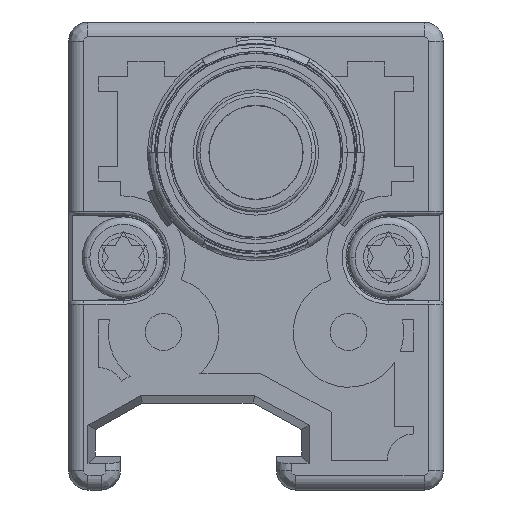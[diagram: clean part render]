
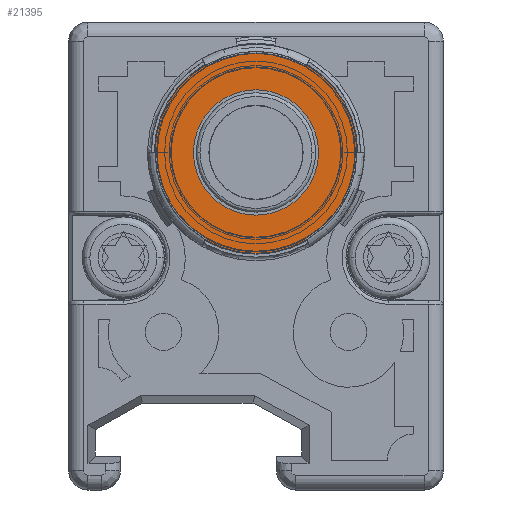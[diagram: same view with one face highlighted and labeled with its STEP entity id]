
A CAD part, front view. The second image highlights one B-rep face of the part: STEP entity #21395.
In plain terms, the highlighted planar face has unit normal (0, -1, 0).
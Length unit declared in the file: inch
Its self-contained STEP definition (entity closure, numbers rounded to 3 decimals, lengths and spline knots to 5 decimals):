
#5820=DIRECTION('',(-1.,0.,0.001));
#5821=VECTOR('',#5820,0.00492);
#5822=CARTESIAN_POINT('',(-0.26476,-0.98425,
0.90172));
#5823=LINE('',#5822,#5821);
#5824=CARTESIAN_POINT('',(0.,-0.98425,0.90157));
#5825=DIRECTION('',(0.,-1.,0.));
#5826=DIRECTION('',(-0.5,0.,0.866));
#5827=AXIS2_PLACEMENT_3D('',#5824,#5825,#5826);
#5829=DIRECTION('',(-0.501,0.,0.866));
#5830=VECTOR('',#5829,0.00492);
#5831=CARTESIAN_POINT('',(-0.13238,-0.98425,
1.13087));
#5832=LINE('',#5831,#5830);
#5833=DIRECTION('',(0.499,0.,0.866));
#5834=VECTOR('',#5833,0.00492);
#5835=CARTESIAN_POINT('',(0.13238,-0.98425,
1.13087));
#5836=LINE('',#5835,#5834);
#5837=CARTESIAN_POINT('',(0.,-0.98425,0.90157));
#5838=DIRECTION('',(0.,-1.,0.));
#5839=DIRECTION('',(1.,0.,0.));
#5840=AXIS2_PLACEMENT_3D('',#5837,#5838,#5839);
#5842=DIRECTION('',(1.,0.,0.));
#5843=VECTOR('',#5842,0.00492);
#5844=CARTESIAN_POINT('',(0.26476,-0.98425,
0.90157));
#5845=LINE('',#5844,#5843);
#5846=DIRECTION('',(0.501,0.,-0.866));
#5847=VECTOR('',#5846,0.00492);
#5848=CARTESIAN_POINT('',(0.13238,-0.98425,
0.67228));
#5849=LINE('',#5848,#5847);
#5850=CARTESIAN_POINT('',(0.,-0.98425,0.90157));
#5851=DIRECTION('',(0.,-1.,0.));
#5852=DIRECTION('',(-0.5,0.,-0.866));
#5853=AXIS2_PLACEMENT_3D('',#5850,#5851,#5852);
#5855=DIRECTION('',(-0.501,0.,-0.866));
#5856=VECTOR('',#5855,0.00492);
#5857=CARTESIAN_POINT('',(-0.13238,-0.98425,
0.67228));
#5858=LINE('',#5857,#5856);
#5859=CARTESIAN_POINT('',(0.,-0.98425,0.90157));
#5860=DIRECTION('',(0.,-1.,0.));
#5861=DIRECTION('',(-0.866,0.,0.5));
#5862=AXIS2_PLACEMENT_3D('',#5859,#5860,#5861);
#5864=CARTESIAN_POINT('',(0.,-0.98425,0.90157));
#5865=DIRECTION('',(0.,-1.,0.));
#5866=DIRECTION('',(0.866,0.,-0.5));
#5867=AXIS2_PLACEMENT_3D('',#5864,#5865,#5866);
#5869=CARTESIAN_POINT('',(0.,-0.98425,0.90157));
#5870=DIRECTION('',(0.,-1.,0.));
#5871=DIRECTION('',(-1.,0.,0.001));
#5872=AXIS2_PLACEMENT_3D('',#5869,#5870,#5871);
#6613=CARTESIAN_POINT('',(0.,-0.98425,0.90157));
#6614=DIRECTION('',(0.,-1.,0.));
#6615=DIRECTION('',(0.5,0.,-0.866));
#6616=AXIS2_PLACEMENT_3D('',#6613,#6614,#6615);
#8288=CARTESIAN_POINT('',(0.,-0.98425,0.90157));
#8289=DIRECTION('',(0.,-1.,0.));
#8290=DIRECTION('',(0.5,0.,0.866));
#8291=AXIS2_PLACEMENT_3D('',#8288,#8289,#8290);
#12956=CARTESIAN_POINT('',(0.13484,-0.98425,
1.13513));
#12958=VERTEX_POINT('',#12956);
#12960=CARTESIAN_POINT('',(0.13238,-0.98425,
0.67228));
#12961=CARTESIAN_POINT('',(0.13484,-0.98425,
0.66802));
#12962=VERTEX_POINT('',#12960);
#12963=VERTEX_POINT('',#12961);
#12968=CARTESIAN_POINT('',(0.26476,-0.98425,
0.90157));
#12969=CARTESIAN_POINT('',(0.26968,-0.98425,
0.90157));
#12970=VERTEX_POINT('',#12968);
#12971=VERTEX_POINT('',#12969);
#12984=CARTESIAN_POINT('',(-0.13484,-0.98425,
0.66802));
#12985=VERTEX_POINT('',#12984);
#12996=CARTESIAN_POINT('',(0.13238,-0.98425,
1.13087));
#12997=VERTEX_POINT('',#12996);
#13000=CARTESIAN_POINT('',(-0.13238,-0.98425,
1.13087));
#13001=CARTESIAN_POINT('',(-0.13484,-0.98425,
1.13513));
#13002=VERTEX_POINT('',#13000);
#13003=VERTEX_POINT('',#13001);
#13032=CARTESIAN_POINT('',(-0.14491,-0.98425,
0.98524));
#13033=CARTESIAN_POINT('',(0.14491,-0.98425,
0.81791));
#13034=VERTEX_POINT('',#13032);
#13035=VERTEX_POINT('',#13033);
#13044=CARTESIAN_POINT('',(-0.26476,-0.98425,
0.90172));
#13045=CARTESIAN_POINT('',(-0.26968,-0.98425,
0.90172));
#13046=VERTEX_POINT('',#13044);
#13047=VERTEX_POINT('',#13045);
#13052=CARTESIAN_POINT('',(-0.13238,-0.98425,
0.67228));
#13053=VERTEX_POINT('',#13052);
#21360=CARTESIAN_POINT('',(0.,-0.98425,0.90157));
#21361=DIRECTION('',(0.,-1.,0.));
#21362=DIRECTION('',(-0.5,0.,-0.866));
#21363=AXIS2_PLACEMENT_3D('',#21360,#21361,#21362);
#21364=PLANE('',#21363);
#21366=ORIENTED_EDGE('',*,*,#21365,.F.);
#21368=ORIENTED_EDGE('',*,*,#21367,.T.);
#21370=ORIENTED_EDGE('',*,*,#21369,.F.);
#21372=ORIENTED_EDGE('',*,*,#21371,.F.);
#21374=ORIENTED_EDGE('',*,*,#21373,.F.);
#21376=ORIENTED_EDGE('',*,*,#21375,.T.);
#21378=ORIENTED_EDGE('',*,*,#21377,.F.);
#21380=ORIENTED_EDGE('',*,*,#21379,.F.);
#21382=ORIENTED_EDGE('',*,*,#21381,.F.);
#21384=ORIENTED_EDGE('',*,*,#21383,.T.);
#21386=ORIENTED_EDGE('',*,*,#21385,.F.);
#21388=ORIENTED_EDGE('',*,*,#21387,.F.);
#21389=EDGE_LOOP('',(#21366,#21368,#21370,#21372,#21374,#21376,#21378,#21380,
#21382,#21384,#21386,#21388));
#21390=FACE_OUTER_BOUND('',#21389,.F.);
#21391=ORIENTED_EDGE('',*,*,#21340,.T.);
#21392=ORIENTED_EDGE('',*,*,#21354,.T.);
#21393=EDGE_LOOP('',(#21391,#21392));
#21394=FACE_BOUND('',#21393,.F.);
#21395=ADVANCED_FACE('',(#21390,#21394),#21364,.T.);
#5828=CIRCLE('',#5827,0.26969);
#5841=CIRCLE('',#5840,0.26969);
#5854=CIRCLE('',#5853,0.26969);
#5863=CIRCLE('',#5862,0.16732);
#5868=CIRCLE('',#5867,0.16732);
#5873=CIRCLE('',#5872,0.26476);
#6617=CIRCLE('',#6616,0.26476);
#8292=CIRCLE('',#8291,0.26476);
#21340=EDGE_CURVE('',#13034,#13035,#5863,.T.);
#21354=EDGE_CURVE('',#13035,#13034,#5868,.T.);
#21365=EDGE_CURVE('',#13046,#13053,#5873,.T.);
#21367=EDGE_CURVE('',#13046,#13047,#5823,.T.);
#21369=EDGE_CURVE('',#13003,#13047,#5828,.T.);
#21371=EDGE_CURVE('',#13002,#13003,#5832,.T.);
#21373=EDGE_CURVE('',#12997,#13002,#8292,.T.);
#21375=EDGE_CURVE('',#12997,#12958,#5836,.T.);
#21377=EDGE_CURVE('',#12971,#12958,#5841,.T.);
#21379=EDGE_CURVE('',#12970,#12971,#5845,.T.);
#21381=EDGE_CURVE('',#12962,#12970,#6617,.T.);
#21383=EDGE_CURVE('',#12962,#12963,#5849,.T.);
#21385=EDGE_CURVE('',#12985,#12963,#5854,.T.);
#21387=EDGE_CURVE('',#13053,#12985,#5858,.T.);
